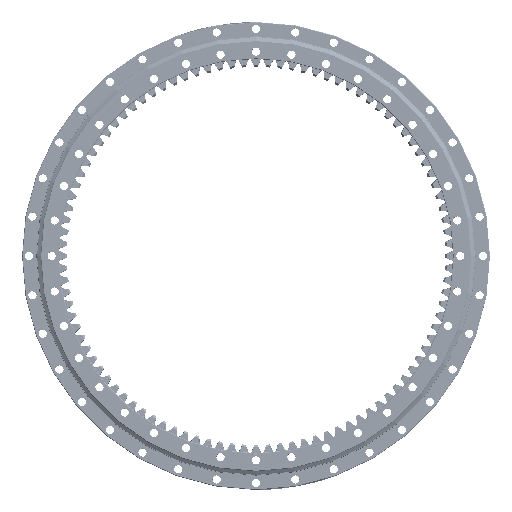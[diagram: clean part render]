
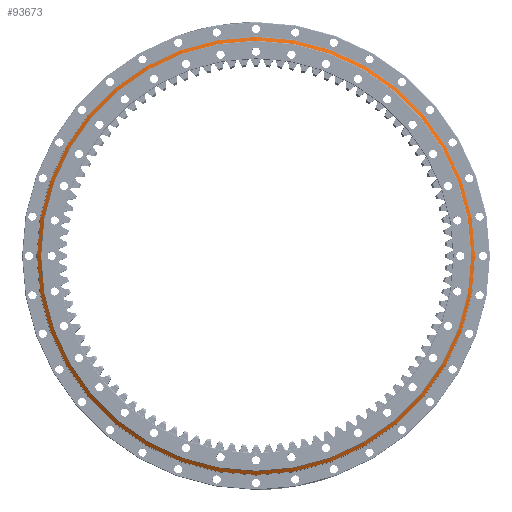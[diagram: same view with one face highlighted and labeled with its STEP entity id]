
A CAD part, top view. The second image highlights one B-rep face of the part: STEP entity #93673.
In plain terms, the highlighted conical face has half-angle 58.57 degrees and reference radius 447.75 mm.
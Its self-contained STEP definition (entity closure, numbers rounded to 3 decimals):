
#8350 = EDGE_CURVE ( 'NONE', #36026, #36026, #52003, .T. ) ;
#11342 = DIRECTION ( 'NONE',  ( 0., 0., -1. ) ) ;
#12056 = EDGE_LOOP ( 'NONE', ( #82405 ) ) ;
#27637 = ORIENTED_EDGE ( 'NONE', *, *, #32236, .F. ) ;
#29906 = CIRCLE ( 'NONE', #66162, 455.294 ) ;
#31381 = DIRECTION ( 'NONE',  ( 0., 0., -1. ) ) ;
#32236 = EDGE_CURVE ( 'NONE', #56718, #56718, #29906, .T. ) ;
#33858 = AXIS2_PLACEMENT_3D ( 'NONE', #78421, #71238, #31381 ) ;
#36026 = VERTEX_POINT ( 'NONE', #56529 ) ;
#48303 = AXIS2_PLACEMENT_3D ( 'NONE', #73591, #50052, #89595 ) ;
#49922 = CONICAL_SURFACE ( 'NONE', #48303, 447.75, 1.022 ) ;
#50052 = DIRECTION ( 'NONE',  ( 0., -1., 0. ) ) ;
#50645 = CARTESIAN_POINT ( 'NONE',  ( 440.75, -2.61, -455.294 ) ) ;
#52003 = CIRCLE ( 'NONE', #33858, 447.75 ) ;
#56529 = CARTESIAN_POINT ( 'NONE',  ( 440.75, 2., -447.75 ) ) ;
#56718 = VERTEX_POINT ( 'NONE', #50645 ) ;
#65813 = DIRECTION ( 'NONE',  ( 0., -1., 0. ) ) ;
#66162 = AXIS2_PLACEMENT_3D ( 'NONE', #88988, #65813, #11342 ) ;
#70718 = FACE_OUTER_BOUND ( 'NONE', #100067, .T. ) ;
#71238 = DIRECTION ( 'NONE',  ( 0., -1., 0. ) ) ;
#73591 = CARTESIAN_POINT ( 'NONE',  ( 440.75, 2., 0. ) ) ;
#78421 = CARTESIAN_POINT ( 'NONE',  ( 440.75, 2., 0. ) ) ;
#81634 = FACE_BOUND ( 'NONE', #12056, .T. ) ;
#82405 = ORIENTED_EDGE ( 'NONE', *, *, #8350, .T. ) ;
#88988 = CARTESIAN_POINT ( 'NONE',  ( 440.75, -2.61, 0. ) ) ;
#89595 = DIRECTION ( 'NONE',  ( 0., 0., -1. ) ) ;
#93673 = ADVANCED_FACE ( 'NONE', ( #70718, #81634 ), #49922, .T. ) ;
#100067 = EDGE_LOOP ( 'NONE', ( #27637 ) ) ;
